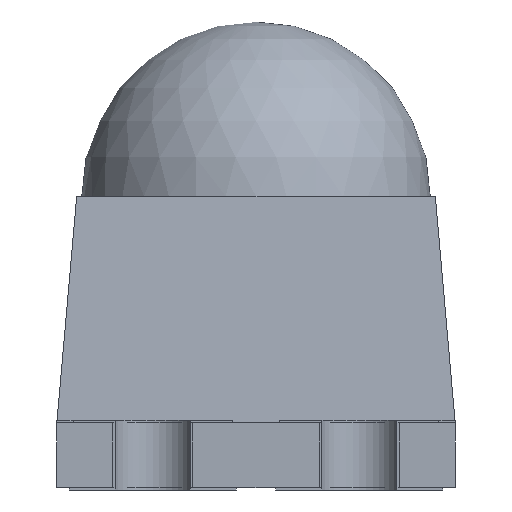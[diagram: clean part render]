
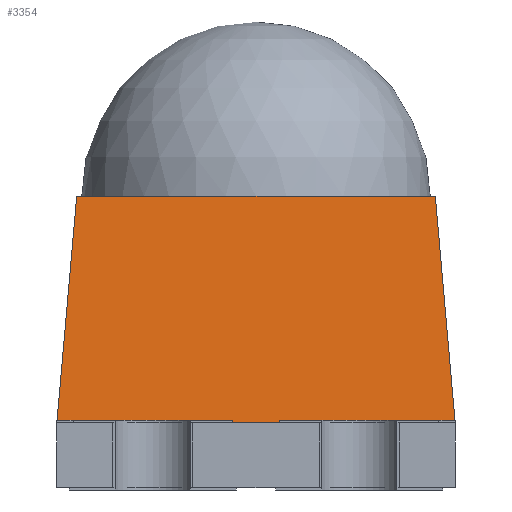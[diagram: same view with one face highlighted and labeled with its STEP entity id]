
A CAD part, left-side view. The second image highlights one B-rep face of the part: STEP entity #3354.
In plain terms, the highlighted planar face has unit normal (-0.996, 0, 0.087).
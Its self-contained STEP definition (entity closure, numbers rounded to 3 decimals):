
#220=PLANE('',#4144);
#631=LINE('',#5982,#1048);
#632=LINE('',#5985,#1049);
#633=LINE('',#5987,#1050);
#634=LINE('',#5989,#1051);
#1048=VECTOR('',#4976,1000.);
#1049=VECTOR('',#4977,1000.);
#1050=VECTOR('',#4978,1000.);
#1051=VECTOR('',#4979,1000.);
#1960=ORIENTED_EDGE('',*,*,#2436,.T.);
#1961=ORIENTED_EDGE('',*,*,#2437,.F.);
#1962=ORIENTED_EDGE('',*,*,#2438,.F.);
#1963=ORIENTED_EDGE('',*,*,#2439,.T.);
#2436=EDGE_CURVE('',#2745,#2746,#631,.F.);
#2437=EDGE_CURVE('',#2747,#2746,#632,.T.);
#2438=EDGE_CURVE('',#2748,#2747,#633,.F.);
#2439=EDGE_CURVE('',#2748,#2745,#634,.T.);
#2745=VERTEX_POINT('',#5983);
#2746=VERTEX_POINT('',#5984);
#2747=VERTEX_POINT('',#5986);
#2748=VERTEX_POINT('',#5988);
#2965=EDGE_LOOP('',(#1960,#1961,#1962,#1963));
#3155=FACE_BOUND('',#2965,.T.);
#3354=ADVANCED_FACE('',(#3155),#220,.T.);
#4144=AXIS2_PLACEMENT_3D('',#5981,#4974,#4975);
#4974=DIRECTION('',(-0.996,0.,0.087));
#4975=DIRECTION('',(0.087,0.,0.996));
#4976=DIRECTION('',(0.,1.,0.));
#4977=DIRECTION('',(-0.087,-0.087,-0.992));
#4978=DIRECTION('',(0.,1.,0.));
#4979=DIRECTION('',(-0.087,0.087,-0.992));
#5981=CARTESIAN_POINT('',(-0.8,0.,0.27));
#5982=CARTESIAN_POINT('',(-0.8,0.,0.27));
#5983=CARTESIAN_POINT('',(-0.8,0.8,0.27));
#5984=CARTESIAN_POINT('',(-0.8,-0.8,0.27));
#5985=CARTESIAN_POINT('',(-0.794,-0.794,0.339));
#5986=CARTESIAN_POINT('',(-0.72,-0.72,1.18));
#5987=CARTESIAN_POINT('',(-0.72,0.,1.18));
#5988=CARTESIAN_POINT('',(-0.72,0.72,1.18));
#5989=CARTESIAN_POINT('',(-0.794,0.794,0.339));
